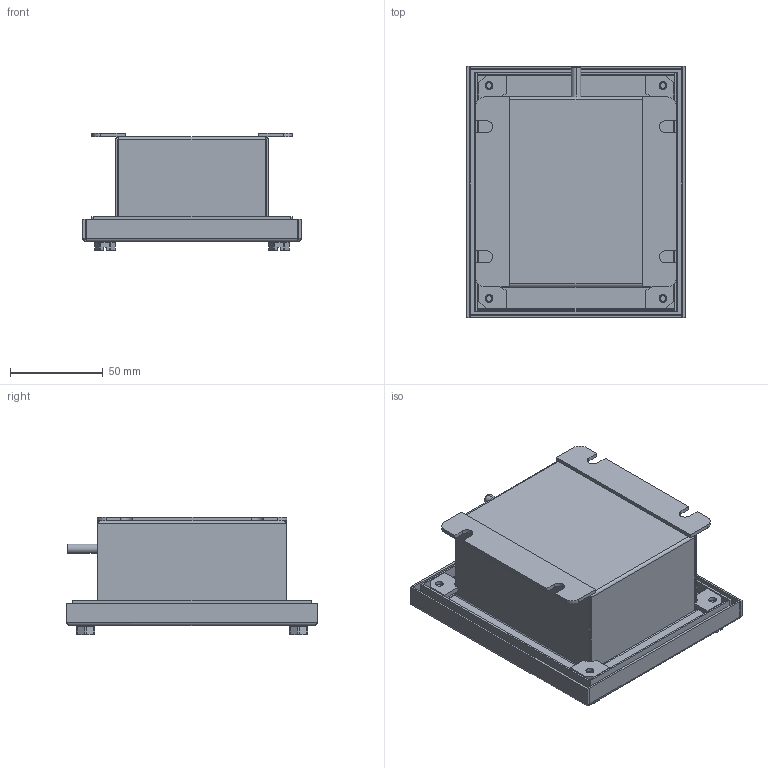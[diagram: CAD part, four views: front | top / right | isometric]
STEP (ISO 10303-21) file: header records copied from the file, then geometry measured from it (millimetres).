
FILE_DESCRIPTION (( 'STEP AP214' ), '1' );
FILE_NAME ('TEF105805XX Junction Box.STEP', '2024-11-08T08:00:06', ( '' ), ( '' ), 'SwSTEP 2.0', 'SolidWorks 2022', '' );
FILE_SCHEMA (( 'AUTOMOTIVE_DESIGN' ));
Length unit declared in the file: millimetre
Products named in the file (11): Mutterfeste innvendig Copy; Sporskrue M5 for RF bokser; External fixing bracket for TEF 1058 JB_Part No 2220; SS15_210MM_67 mm; TEF105805XX Junction Box; Lokkpakning for koblingsboks TEF 1058_05; 1058 05XX JB; 100A109367; Lid for TEF 105805XX Junction Box; 1058 JB_Lid_Lid for 105825 XX; Utvendig jord Copy
Assembly tree (20 placements, depth 3):
  TEF105805XX Junction Box
    1058 05XX JB
    Utvendig jord Copy
    Mutterfeste innvendig Copy  x4
    External fixing bracket for TEF 1058 JB_Part No 2220  x2
    100A109367  x4
    Lokkpakning for koblingsboks TEF 1058_05
    Lid for TEF 105805XX Junction Box
      1058 JB_Lid_Lid for 105825 XX
      Sporskrue M5 for RF bokser  x4
    SS15_210MM_67 mm
Bounding box: 117.5 x 135 x 63.25 mm (x, y, z)
Volume: 98736.7 mm3; surface area: 145768 mm2
Topology: 19 solids, 19 shells, 505 faces, 1192 edges, 740 vertices
Faces by surface type: plane 305, cylinder 144, cone 48, bspline 8
Entity records: 10263 total; most frequent: CARTESIAN_POINT 2064, DIRECTION 1610, ORIENTED_EDGE 1568, EDGE_CURVE 784, LINE 562, VECTOR 562, AXIS2_PLACEMENT_3D 524, VERTEX_POINT 478
